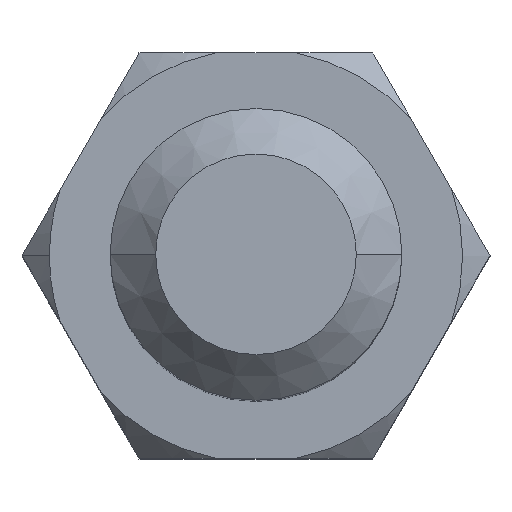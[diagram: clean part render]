
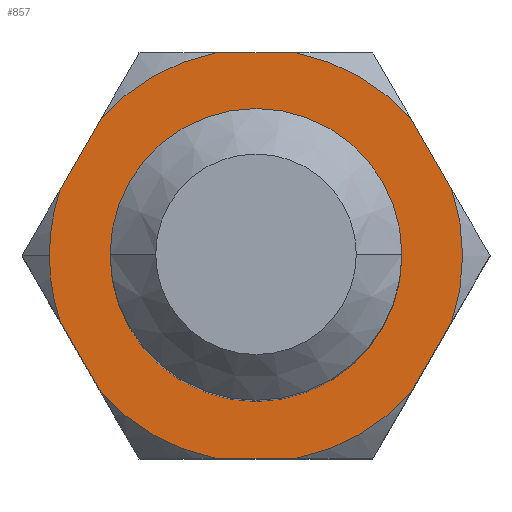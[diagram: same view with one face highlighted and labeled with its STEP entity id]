
A CAD part, top view. The second image highlights one B-rep face of the part: STEP entity #857.
In plain terms, the highlighted planar face has unit normal (0, 0, 1).
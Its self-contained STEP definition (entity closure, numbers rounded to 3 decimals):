
#1 = EDGE_CURVE ( 'NONE', #322, #374, #345, .T. ) ;
#5 = DIRECTION ( 'NONE',  ( 1., 0., 0. ) ) ;
#8 = AXIS2_PLACEMENT_3D ( 'NONE', #553, #126, #472 ) ;
#17 = CARTESIAN_POINT ( 'NONE',  ( 0., 0., 26. ) ) ;
#19 = EDGE_LOOP ( 'NONE', ( #582, #953, #1085, #852, #950, #236, #110, #458, #327, #286, #330, #1037, #954 ) ) ;
#22 = DIRECTION ( 'NONE',  ( 0., 0., 1. ) ) ;
#23 = DIRECTION ( 'NONE',  ( 1., 0., 0. ) ) ;
#24 = CARTESIAN_POINT ( 'NONE',  ( 0., 0., 26. ) ) ;
#33 = CARTESIAN_POINT ( 'NONE',  ( 10.733, -3.636, 26. ) ) ;
#40 = DIRECTION ( 'NONE',  ( 1., 0., 0. ) ) ;
#44 = EDGE_CURVE ( 'NONE', #830, #549, #769, .T. ) ;
#45 = CIRCLE ( 'NONE', #671, 8. ) ;
#50 = CIRCLE ( 'NONE', #125, 11.332 ) ;
#64 = VECTOR ( 'NONE', #965, 1000. ) ;
#75 = EDGE_CURVE ( 'NONE', #757, #461, #277, .T. ) ;
#79 = EDGE_CURVE ( 'NONE', #802, #322, #152, .T. ) ;
#80 = CARTESIAN_POINT ( 'NONE',  ( 10.733, 3.636, 26. ) ) ;
#82 = VECTOR ( 'NONE', #473, 1000. ) ;
#94 = VERTEX_POINT ( 'NONE', #986 ) ;
#97 = AXIS2_PLACEMENT_3D ( 'NONE', #1040, #968, #619 ) ;
#105 = DIRECTION ( 'NONE',  ( 1., 0., 0. ) ) ;
#110 = ORIENTED_EDGE ( 'NONE', *, *, #610, .T. ) ;
#113 = DIRECTION ( 'NONE',  ( 0., 0., 1. ) ) ;
#125 = AXIS2_PLACEMENT_3D ( 'NONE', #257, #1050, #609 ) ;
#126 = DIRECTION ( 'NONE',  ( 0., 0., 1. ) ) ;
#128 = CARTESIAN_POINT ( 'NONE',  ( 12.832, 0., 26. ) ) ;
#149 = LINE ( 'NONE', #291, #834 ) ;
#152 = CIRCLE ( 'NONE', #777, 11.332 ) ;
#163 = EDGE_CURVE ( 'NONE', #229, #802, #228, .T. ) ;
#173 = CARTESIAN_POINT ( 'NONE',  ( -8.515, 7.477, 26. ) ) ;
#207 = VERTEX_POINT ( 'NONE', #411 ) ;
#209 = CIRCLE ( 'NONE', #846, 11.332 ) ;
#228 = LINE ( 'NONE', #128, #82 ) ;
#229 = VERTEX_POINT ( 'NONE', #80 ) ;
#236 = ORIENTED_EDGE ( 'NONE', *, *, #1073, .T. ) ;
#248 = CARTESIAN_POINT ( 'NONE',  ( 2.218, 11.112, 26. ) ) ;
#257 = CARTESIAN_POINT ( 'NONE',  ( 0., 0., 26. ) ) ;
#258 = DIRECTION ( 'NONE',  ( -0.5, -0.866, 0. ) ) ;
#260 = PLANE ( 'NONE',  #995 ) ;
#277 = LINE ( 'NONE', #622, #64 ) ;
#282 = CARTESIAN_POINT ( 'NONE',  ( 8.515, -7.477, 26. ) ) ;
#283 = EDGE_CURVE ( 'NONE', #892, #207, #829, .T. ) ;
#286 = ORIENTED_EDGE ( 'NONE', *, *, #75, .T. ) ;
#290 = CARTESIAN_POINT ( 'NONE',  ( 0., 0., 26. ) ) ;
#291 = CARTESIAN_POINT ( 'NONE',  ( 6.416, -11.112, 26. ) ) ;
#306 = CIRCLE ( 'NONE', #1068, 11.332 ) ;
#307 = AXIS2_PLACEMENT_3D ( 'NONE', #861, #804, #105 ) ;
#322 = VERTEX_POINT ( 'NONE', #248 ) ;
#327 = ORIENTED_EDGE ( 'NONE', *, *, #356, .T. ) ;
#330 = ORIENTED_EDGE ( 'NONE', *, *, #383, .T. ) ;
#345 = LINE ( 'NONE', #705, #486 ) ;
#350 = CARTESIAN_POINT ( 'NONE',  ( -2.218, 11.112, 26. ) ) ;
#356 = EDGE_CURVE ( 'NONE', #207, #757, #50, .T. ) ;
#372 = DIRECTION ( 'NONE',  ( -1., 0., 0. ) ) ;
#374 = VERTEX_POINT ( 'NONE', #350 ) ;
#382 = DIRECTION ( 'NONE',  ( 0., 0., 1. ) ) ;
#383 = EDGE_CURVE ( 'NONE', #461, #574, #209, .T. ) ;
#411 = CARTESIAN_POINT ( 'NONE',  ( -8.515, -7.477, 26. ) ) ;
#416 = DIRECTION ( 'NONE',  ( 0.5, -0.866, 0. ) ) ;
#443 = CARTESIAN_POINT ( 'NONE',  ( 2.218, -11.112, 26. ) ) ;
#447 = VERTEX_POINT ( 'NONE', #33 ) ;
#458 = ORIENTED_EDGE ( 'NONE', *, *, #283, .T. ) ;
#461 = VERTEX_POINT ( 'NONE', #443 ) ;
#467 = CARTESIAN_POINT ( 'NONE',  ( -11.332, 0., 26. ) ) ;
#470 = VECTOR ( 'NONE', #416, 1000. ) ;
#472 = DIRECTION ( 'NONE',  ( 1., 0., 0. ) ) ;
#473 = DIRECTION ( 'NONE',  ( -0.5, 0.866, 0. ) ) ;
#484 = VERTEX_POINT ( 'NONE', #534 ) ;
#486 = VECTOR ( 'NONE', #372, 1000. ) ;
#500 = CARTESIAN_POINT ( 'NONE',  ( -2.218, -11.112, 26. ) ) ;
#506 = CIRCLE ( 'NONE', #8, 11.332 ) ;
#517 = CARTESIAN_POINT ( 'NONE',  ( 12.832, 0., 26. ) ) ;
#532 = EDGE_CURVE ( 'NONE', #574, #447, #149, .T. ) ;
#534 = CARTESIAN_POINT ( 'NONE',  ( 8., 0., 26. ) ) ;
#549 = VERTEX_POINT ( 'NONE', #724 ) ;
#553 = CARTESIAN_POINT ( 'NONE',  ( 0., 0., 26. ) ) ;
#554 = VECTOR ( 'NONE', #258, 1000. ) ;
#562 = EDGE_CURVE ( 'NONE', #374, #830, #506, .T. ) ;
#574 = VERTEX_POINT ( 'NONE', #282 ) ;
#582 = ORIENTED_EDGE ( 'NONE', *, *, #163, .T. ) ;
#596 = CARTESIAN_POINT ( 'NONE',  ( 8.515, 7.477, 26. ) ) ;
#609 = DIRECTION ( 'NONE',  ( 1., 0., 0. ) ) ;
#610 = EDGE_CURVE ( 'NONE', #873, #892, #306, .T. ) ;
#619 = DIRECTION ( 'NONE',  ( 1., 0., 0. ) ) ;
#622 = CARTESIAN_POINT ( 'NONE',  ( -6.416, -11.112, 26. ) ) ;
#640 = CIRCLE ( 'NONE', #97, 11.332 ) ;
#649 = EDGE_CURVE ( 'NONE', #447, #229, #927, .T. ) ;
#671 = AXIS2_PLACEMENT_3D ( 'NONE', #858, #801, #5 ) ;
#675 = ORIENTED_EDGE ( 'NONE', *, *, #907, .F. ) ;
#705 = CARTESIAN_POINT ( 'NONE',  ( 6.416, 11.112, 26. ) ) ;
#714 = CARTESIAN_POINT ( 'NONE',  ( -10.733, -3.636, 26. ) ) ;
#724 = CARTESIAN_POINT ( 'NONE',  ( -10.733, 3.636, 26. ) ) ;
#740 = EDGE_LOOP ( 'NONE', ( #675, #936 ) ) ;
#741 = CARTESIAN_POINT ( 'NONE',  ( 0., 0., 26. ) ) ;
#757 = VERTEX_POINT ( 'NONE', #500 ) ;
#769 = LINE ( 'NONE', #1025, #554 ) ;
#777 = AXIS2_PLACEMENT_3D ( 'NONE', #24, #998, #40 ) ;
#801 = DIRECTION ( 'NONE',  ( 0., 0., 1. ) ) ;
#802 = VERTEX_POINT ( 'NONE', #596 ) ;
#804 = DIRECTION ( 'NONE',  ( 0., 0., 1. ) ) ;
#829 = LINE ( 'NONE', #1106, #470 ) ;
#830 = VERTEX_POINT ( 'NONE', #173 ) ;
#834 = VECTOR ( 'NONE', #976, 1000. ) ;
#845 = DIRECTION ( 'NONE',  ( 0., 0., 1. ) ) ;
#846 = AXIS2_PLACEMENT_3D ( 'NONE', #17, #113, #23 ) ;
#852 = ORIENTED_EDGE ( 'NONE', *, *, #562, .T. ) ;
#857 = ADVANCED_FACE ( 'NONE', ( #1018, #935 ), #260, .T. ) ;
#858 = CARTESIAN_POINT ( 'NONE',  ( 0., 0., 26. ) ) ;
#861 = CARTESIAN_POINT ( 'NONE',  ( 0., 0., 26. ) ) ;
#873 = VERTEX_POINT ( 'NONE', #467 ) ;
#892 = VERTEX_POINT ( 'NONE', #714 ) ;
#907 = EDGE_CURVE ( 'NONE', #94, #484, #45, .T. ) ;
#921 = AXIS2_PLACEMENT_3D ( 'NONE', #741, #382, #1003 ) ;
#927 = CIRCLE ( 'NONE', #307, 11.332 ) ;
#935 = FACE_OUTER_BOUND ( 'NONE', #19, .T. ) ;
#936 = ORIENTED_EDGE ( 'NONE', *, *, #1101, .F. ) ;
#950 = ORIENTED_EDGE ( 'NONE', *, *, #44, .T. ) ;
#953 = ORIENTED_EDGE ( 'NONE', *, *, #79, .T. ) ;
#954 = ORIENTED_EDGE ( 'NONE', *, *, #649, .T. ) ;
#965 = DIRECTION ( 'NONE',  ( 1., 0., 0. ) ) ;
#968 = DIRECTION ( 'NONE',  ( 0., 0., 1. ) ) ;
#976 = DIRECTION ( 'NONE',  ( 0.5, 0.866, 0. ) ) ;
#980 = CIRCLE ( 'NONE', #921, 8. ) ;
#986 = CARTESIAN_POINT ( 'NONE',  ( -8., 0., 26. ) ) ;
#995 = AXIS2_PLACEMENT_3D ( 'NONE', #517, #845, #1104 ) ;
#998 = DIRECTION ( 'NONE',  ( 0., 0., 1. ) ) ;
#1003 = DIRECTION ( 'NONE',  ( 1., 0., 0. ) ) ;
#1018 = FACE_BOUND ( 'NONE', #740, .T. ) ;
#1025 = CARTESIAN_POINT ( 'NONE',  ( -6.416, 11.112, 26. ) ) ;
#1034 = DIRECTION ( 'NONE',  ( 1., 0., 0. ) ) ;
#1037 = ORIENTED_EDGE ( 'NONE', *, *, #532, .T. ) ;
#1040 = CARTESIAN_POINT ( 'NONE',  ( 0., 0., 26. ) ) ;
#1050 = DIRECTION ( 'NONE',  ( 0., 0., 1. ) ) ;
#1068 = AXIS2_PLACEMENT_3D ( 'NONE', #290, #22, #1034 ) ;
#1073 = EDGE_CURVE ( 'NONE', #549, #873, #640, .T. ) ;
#1085 = ORIENTED_EDGE ( 'NONE', *, *, #1, .T. ) ;
#1101 = EDGE_CURVE ( 'NONE', #484, #94, #980, .T. ) ;
#1104 = DIRECTION ( 'NONE',  ( 1., 0., 0. ) ) ;
#1106 = CARTESIAN_POINT ( 'NONE',  ( -12.832, 0., 26. ) ) ;
